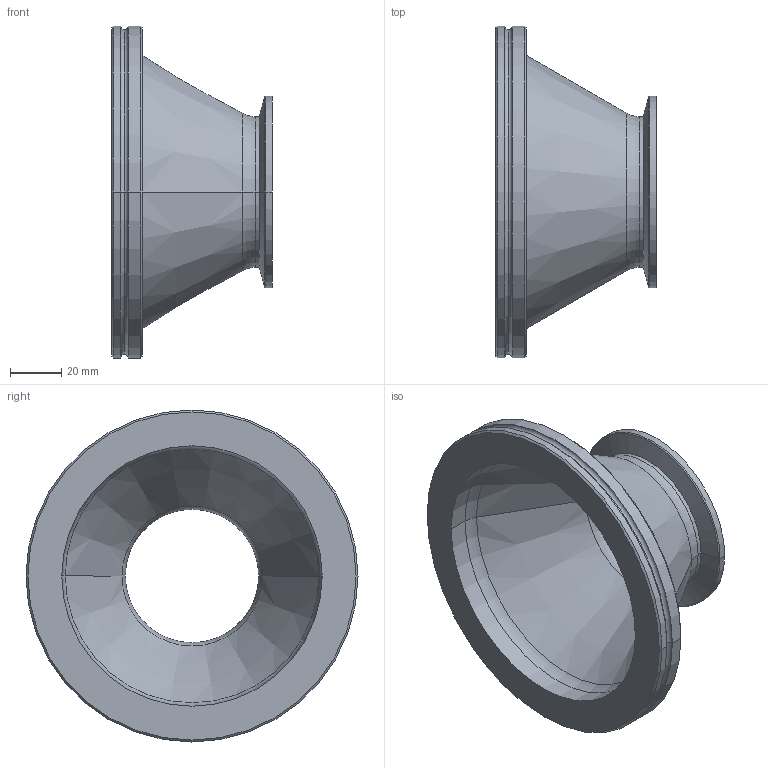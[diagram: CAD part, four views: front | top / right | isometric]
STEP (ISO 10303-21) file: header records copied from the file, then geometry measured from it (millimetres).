
FILE_DESCRIPTION (( 'STEP AP203' ), '1' );
FILE_NAME ('17220901122.STEP', '2018-09-30T05:20:27', ( '' ), ( '' ), 'SwSTEP 2.0', 'SolidWorks 2014', '' );
FILE_SCHEMA (( 'CONFIG_CONTROL_DESIGN' ));
Length unit declared in the file: millimetre
Products named in the file (1): 17220901122
Bounding box: 63 x 130 x 130 mm (x, y, z)
Volume: 101808.4 mm3; surface area: 50923.1 mm2
Topology: 1 solids, 1 shells, 43 faces, 86 edges, 48 vertices
Faces by surface type: cylinder 16, torus 12, cone 10, plane 5
Entity records: 1197 total; most frequent: DIRECTION 234, CARTESIAN_POINT 178, ORIENTED_EDGE 172, AXIS2_PLACEMENT_3D 104, EDGE_CURVE 86, CIRCLE 60, VERTEX_POINT 48, EDGE_LOOP 48
